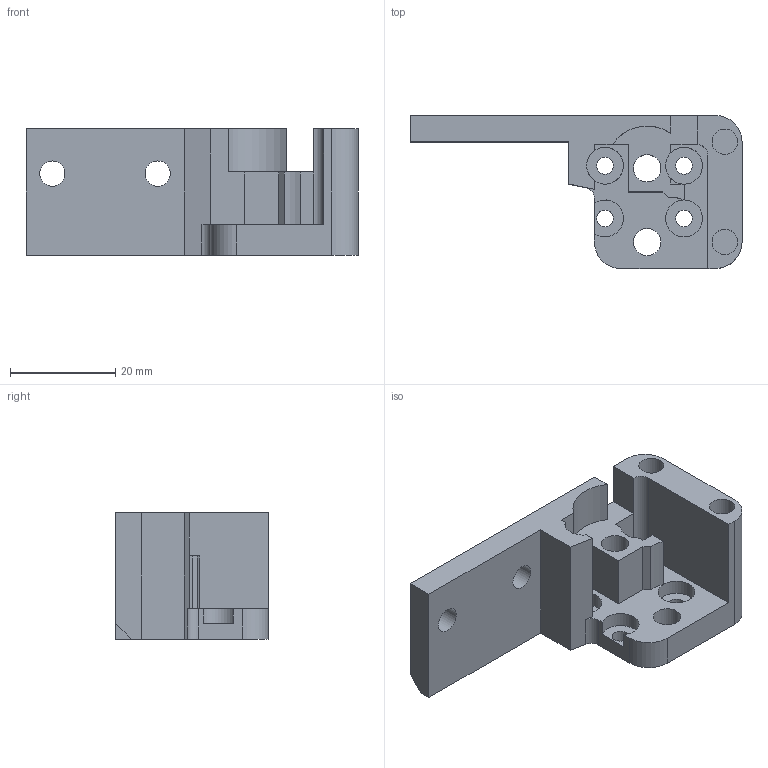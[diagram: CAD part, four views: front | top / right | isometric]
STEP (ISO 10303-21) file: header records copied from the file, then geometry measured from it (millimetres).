
FILE_DESCRIPTION(('FreeCAD Model'),'2;1');
FILE_NAME('Open CASCADE Shape Model','2025-04-24T15:17:34',(''),(''), 'Open CASCADE STEP processor 7.8','FreeCAD','Unknown');
FILE_SCHEMA(('AUTOMOTIVE_DESIGN { 1 0 10303 214 1 1 1 1 }'));
Length unit declared in the file: millimetre
Products named in the file (1): YCarriage_bottom_right
Bounding box: 63 x 29 x 24 mm (x, y, z)
Volume: 13934.7 mm3; surface area: 7576.7 mm2
Topology: 1 solids, 1 shells, 57 faces, 156 edges, 103 vertices
Faces by surface type: plane 36, cylinder 21
Full cylindrical faces by diameter (mm): 3.2 x4, 4.8 x4, 5.2 x2, 7 x3
Entity records: 1874 total; most frequent: DIRECTION 322, CARTESIAN_POINT 318, ORIENTED_EDGE 312, EDGE_CURVE 156, AXIS2_PLACEMENT_3D 108, LINE 106, VECTOR 106, VERTEX_POINT 104
